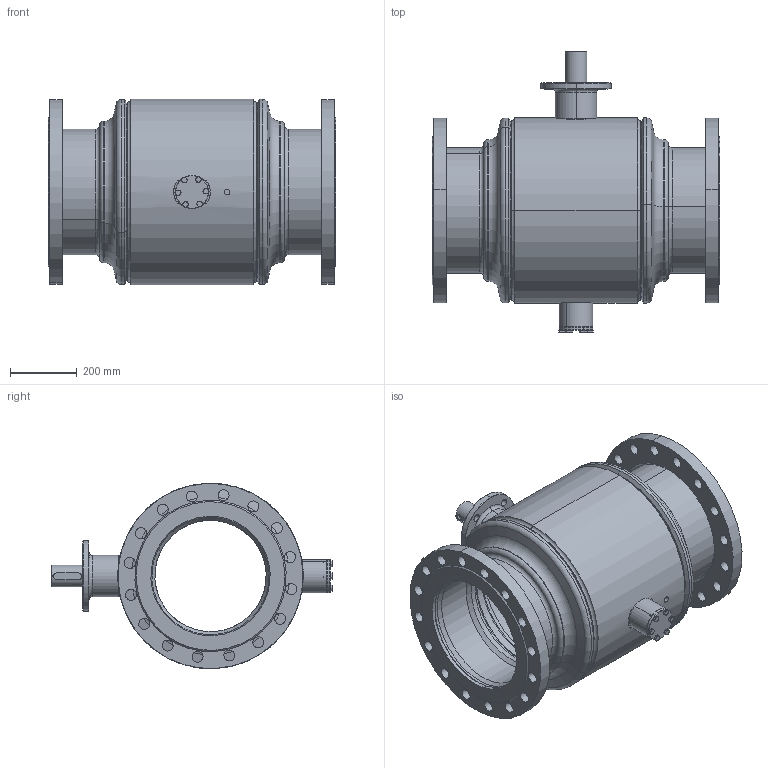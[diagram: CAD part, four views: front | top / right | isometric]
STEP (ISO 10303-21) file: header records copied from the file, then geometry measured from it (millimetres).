
FILE_DESCRIPTION (( 'STEP AP214' ), '1' );
FILE_NAME ('通径DN350法兰球阀-蜗轮盘PN25.STEP', '2026-02-03T00:51:47', ( '' ), ( '' ), 'SwSTEP 2.0', 'SolidWorks 2022', '' );
FILE_SCHEMA (( 'AUTOMOTIVE_DESIGN' ));
Length unit declared in the file: millimetre
Products named in the file (9): 揤裔; 350楊擘2.5; 粣杶蜊傻350; DN400-概极; 籵噤350晚概极; Q61F-400-3概裝; DN350-450苤粣杶; 通径DN350法兰球阀-蜗轮盘PN25; hex head bolts-full thread grade c gb_GB_FASTENER_BOLT_HHBFTC M10X20-N
Assembly tree (15 placements, depth 2):
  通径DN350法兰球阀-蜗轮盘PN25
    DN400-概极
    DN350-450苤粣杶
    揤裔
    粣杶蜊傻350
    hex head bolts-full thread grade c gb_GB_FASTENER_BOLT_HHBFTC M10X20-N  x6
    籵噤350晚概极  x2
    Q61F-400-3概裝
    350楊擘2.5  x2
Bounding box: 862 x 841.9 x 556 mm (x, y, z)
Volume: 38811242.9 mm3; surface area: 4130715.3 mm2
Topology: 15 solids, 15 shells, 643 faces, 1419 edges, 899 vertices
Faces by surface type: cylinder 325, plane 178, cone 114, torus 26
Entity records: 12136 total; most frequent: CARTESIAN_POINT 2636, DIRECTION 2032, ORIENTED_EDGE 1638, AXIS2_PLACEMENT_3D 871, EDGE_CURVE 819, VERTEX_POINT 523, CIRCLE 489, EDGE_LOOP 484
